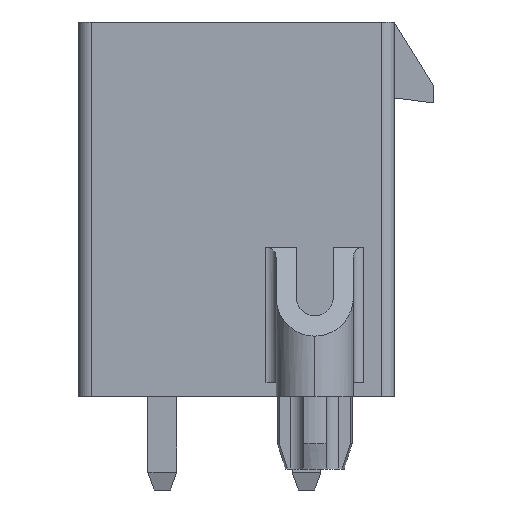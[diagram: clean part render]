
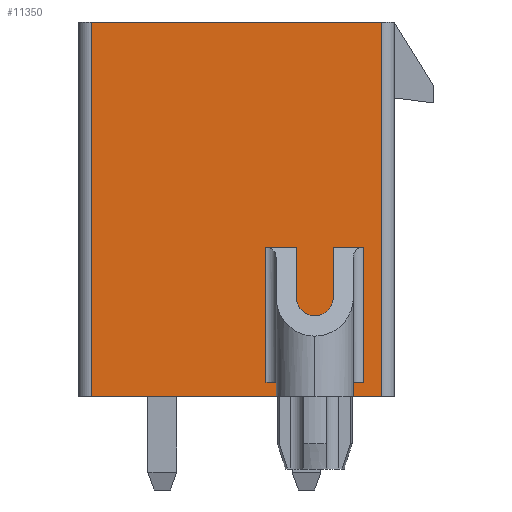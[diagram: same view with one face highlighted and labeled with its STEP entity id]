
A CAD part, left-side view. The second image highlights one B-rep face of the part: STEP entity #11350.
In plain terms, the highlighted face is planar.
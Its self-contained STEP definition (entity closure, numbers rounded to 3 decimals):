
#120=LINE('',#14465,#1149);
#126=LINE('',#14481,#1155);
#134=LINE('',#14506,#1163);
#141=LINE('',#14526,#1170);
#175=LINE('',#14676,#1204);
#180=LINE('',#14690,#1209);
#182=LINE('',#14694,#1211);
#186=LINE('',#14711,#1215);
#189=LINE('',#14720,#1218);
#417=LINE('',#15323,#1446);
#420=LINE('',#15336,#1449);
#522=LINE('',#15537,#1551);
#523=LINE('',#15538,#1552);
#524=LINE('',#15539,#1553);
#525=LINE('',#15540,#1554);
#526=LINE('',#15541,#1555);
#1149=VECTOR('',#12247,1000.);
#1155=VECTOR('',#12259,1000.);
#1163=VECTOR('',#12283,1000.);
#1170=VECTOR('',#12304,1000.);
#1204=VECTOR('',#12422,1000.);
#1209=VECTOR('',#12435,1000.);
#1211=VECTOR('',#12439,1000.);
#1215=VECTOR('',#12457,1000.);
#1218=VECTOR('',#12464,1000.);
#1446=VECTOR('',#12982,1000.);
#1449=VECTOR('',#12993,1000.);
#1551=VECTOR('',#13169,1000.);
#1552=VECTOR('',#13170,1000.);
#1553=VECTOR('',#13171,1000.);
#1554=VECTOR('',#13172,1000.);
#1555=VECTOR('',#13173,1000.);
#2957=ORIENTED_EDGE('',*,*,#4647,.F.);
#2958=ORIENTED_EDGE('',*,*,#5040,.T.);
#2959=ORIENTED_EDGE('',*,*,#4553,.T.);
#2960=ORIENTED_EDGE('',*,*,#4563,.T.);
#2961=ORIENTED_EDGE('',*,*,#5041,.T.);
#2962=ORIENTED_EDGE('',*,*,#4938,.T.);
#2963=ORIENTED_EDGE('',*,*,#5042,.F.);
#2964=ORIENTED_EDGE('',*,*,#4932,.F.);
#2965=ORIENTED_EDGE('',*,*,#5043,.T.);
#2966=ORIENTED_EDGE('',*,*,#4541,.F.);
#2967=ORIENTED_EDGE('',*,*,#4533,.T.);
#2968=ORIENTED_EDGE('',*,*,#5044,.F.);
#2969=ORIENTED_EDGE('',*,*,#4642,.F.);
#2970=ORIENTED_EDGE('',*,*,#4632,.F.);
#2971=ORIENTED_EDGE('',*,*,#4625,.F.);
#2972=ORIENTED_EDGE('',*,*,#4634,.T.);
#4533=EDGE_CURVE('',#5711,#5709,#120,.T.);
#4541=EDGE_CURVE('',#5711,#5717,#126,.T.);
#4553=EDGE_CURVE('',#5727,#5726,#134,.T.);
#4563=EDGE_CURVE('',#5726,#5732,#141,.T.);
#4625=EDGE_CURVE('',#5774,#5775,#175,.T.);
#4632=EDGE_CURVE('',#5775,#5779,#180,.T.);
#4634=EDGE_CURVE('',#5774,#5780,#182,.T.);
#4642=EDGE_CURVE('',#5779,#5787,#186,.T.);
#4647=EDGE_CURVE('',#5790,#5780,#189,.T.);
#4932=EDGE_CURVE('',#5988,#5989,#417,.T.);
#4938=EDGE_CURVE('',#5991,#5994,#420,.T.);
#5040=EDGE_CURVE('',#5790,#5727,#522,.T.);
#5041=EDGE_CURVE('',#5732,#5991,#523,.T.);
#5042=EDGE_CURVE('',#5989,#5994,#524,.T.);
#5043=EDGE_CURVE('',#5988,#5717,#525,.T.);
#5044=EDGE_CURVE('',#5787,#5709,#526,.T.);
#5709=VERTEX_POINT('',#14463);
#5711=VERTEX_POINT('',#14466);
#5717=VERTEX_POINT('',#14479);
#5726=VERTEX_POINT('',#14505);
#5727=VERTEX_POINT('',#14507);
#5732=VERTEX_POINT('',#14525);
#5774=VERTEX_POINT('',#14675);
#5775=VERTEX_POINT('',#14677);
#5779=VERTEX_POINT('',#14689);
#5780=VERTEX_POINT('',#14693);
#5787=VERTEX_POINT('',#14712);
#5790=VERTEX_POINT('',#14719);
#5988=VERTEX_POINT('',#15322);
#5989=VERTEX_POINT('',#15324);
#5991=VERTEX_POINT('',#15330);
#5994=VERTEX_POINT('',#15335);
#6744=EDGE_LOOP('',(#2957,#2958,#2959,#2960,#2961,#2962,#2963,#2964,#2965,
#2966,#2967,#2968,#2969,#2970,#2971,#2972));
#7237=FACE_BOUND('',#6744,.T.);
#7685=PLANE('',#11908);
#11350=ADVANCED_FACE('',(#7237),#7685,.T.);
#11908=AXIS2_PLACEMENT_3D('',#15536,#13167,#13168);
#12247=DIRECTION('',(0.,0.,-1.));
#12259=DIRECTION('',(0.,1.,0.));
#12283=DIRECTION('',(0.,0.,-1.));
#12304=DIRECTION('',(0.,1.,0.));
#12422=DIRECTION('',(0.,0.,-1.));
#12435=DIRECTION('',(0.,-1.,0.));
#12439=DIRECTION('',(0.,-1.,0.));
#12457=DIRECTION('',(0.,0.,-1.));
#12464=DIRECTION('',(0.,0.,-1.));
#12982=DIRECTION('',(0.,-1.,0.));
#12993=DIRECTION('',(0.,-1.,0.));
#13167=DIRECTION('',(1.,0.,0.));
#13168=DIRECTION('',(0.,0.,-1.));
#13169=DIRECTION('',(0.,1.,0.));
#13170=DIRECTION('',(0.,0.,1.));
#13171=DIRECTION('',(0.,0.,1.));
#13172=DIRECTION('',(0.,0.,1.));
#13173=DIRECTION('',(0.,1.,0.));
#14463=CARTESIAN_POINT('',(8.875,14.25,1.17));
#14465=CARTESIAN_POINT('',(8.875,14.25,2.62));
#14466=CARTESIAN_POINT('',(8.875,14.25,2.62));
#14479=CARTESIAN_POINT('',(8.875,14.8,2.62));
#14481=CARTESIAN_POINT('',(8.875,14.25,2.62));
#14505=CARTESIAN_POINT('',(8.875,14.25,3.57));
#14506=CARTESIAN_POINT('',(8.875,14.25,5.02));
#14507=CARTESIAN_POINT('',(8.875,14.25,5.02));
#14525=CARTESIAN_POINT('',(8.875,14.8,3.57));
#14526=CARTESIAN_POINT('',(8.875,14.25,3.57));
#14675=CARTESIAN_POINT('',(8.875,13.,3.825));
#14676=CARTESIAN_POINT('',(8.875,13.,3.825));
#14677=CARTESIAN_POINT('',(8.875,13.,2.375));
#14689=CARTESIAN_POINT('',(8.875,8.9,2.375));
#14690=CARTESIAN_POINT('',(8.875,13.,2.375));
#14693=CARTESIAN_POINT('',(8.875,8.9,3.825));
#14694=CARTESIAN_POINT('',(8.875,13.,3.825));
#14711=CARTESIAN_POINT('',(8.875,8.9,4.62));
#14712=CARTESIAN_POINT('',(8.875,8.9,1.17));
#14719=CARTESIAN_POINT('',(8.875,8.9,5.02));
#14720=CARTESIAN_POINT('',(8.875,8.9,4.62));
#15322=CARTESIAN_POINT('',(8.875,14.8,-5.74));
#15323=CARTESIAN_POINT('',(8.875,14.8,-5.74));
#15324=CARTESIAN_POINT('',(8.875,0.,-5.74));
#15330=CARTESIAN_POINT('',(8.875,14.8,5.74));
#15335=CARTESIAN_POINT('',(8.875,0.,5.74));
#15336=CARTESIAN_POINT('',(8.875,14.8,5.74));
#15536=CARTESIAN_POINT('',(8.875,14.8,-6.24));
#15537=CARTESIAN_POINT('',(8.875,14.8,5.02));
#15538=CARTESIAN_POINT('',(8.875,14.8,-6.24));
#15539=CARTESIAN_POINT('',(8.875,0.,-6.24));
#15540=CARTESIAN_POINT('',(8.875,14.8,-6.24));
#15541=CARTESIAN_POINT('',(8.875,8.9,1.17));
